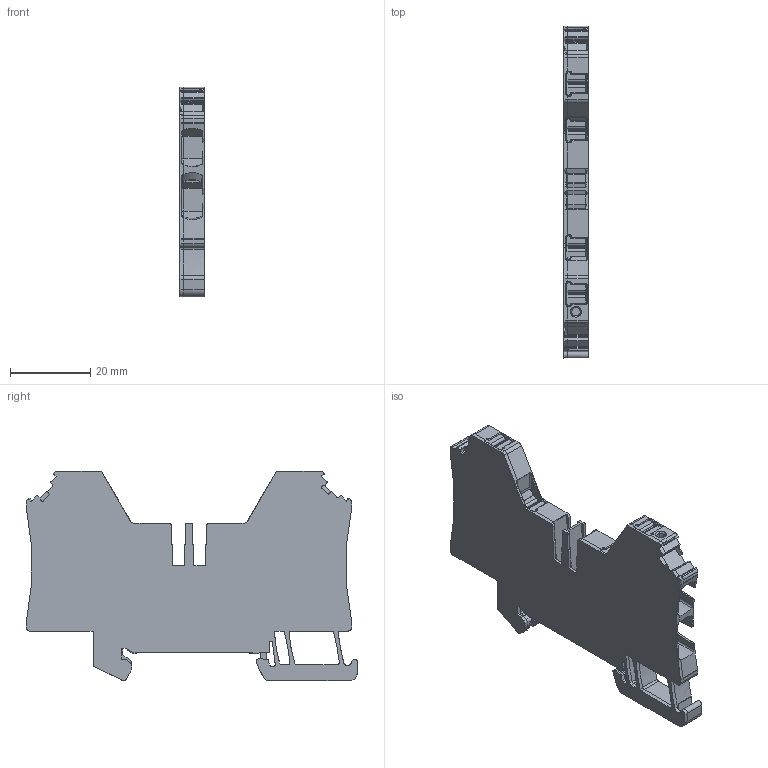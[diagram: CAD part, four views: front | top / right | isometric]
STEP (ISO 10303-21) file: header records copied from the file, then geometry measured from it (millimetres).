
FILE_DESCRIPTION(('CATIA V5 STEP Exchange','CAx-IF Rec.Pracs.--- Model Styling and Organization---1.5--- 2016-08-15','CAx-IF Rec.Pracs.---Supplemental Geometry---1.0---2011-11-01','CAx-IF Rec.Pracs.--- Composite Materials ---1.1---2010-07-15'),'2;1');
FILE_NAME ('1389538-3_0', '2025-09-19T12:44:59+00:00', ('none'), ('Weidmueller'), 'CATIA Version 5-6 Release 2024 SP4', 'CATIA V5 STEP AP214 v3', 'none');
FILE_SCHEMA(('AUTOMOTIVE_DESIGN { 1 0 10303 214 1 1 1 1 }'));
Products named in the file (1): 2847770000
Bounding box: 6.1 x 82.82 x 52.4 mm (x, y, z)
Volume: 14892.2 mm3; surface area: 15934.1 mm2
Topology: 10 solids, 10 shells, 1378 faces, 3997 edges, 2616 vertices
Faces by surface type: plane 619, cylinder 541, extrusion 110, cone 42, bspline 27, sphere 27, torus 12
Entity records: 48606 total; most frequent: CARTESIAN_POINT 14590, ORIENTED_EDGE 7934, DIRECTION 5522, EDGE_CURVE 3967, VECTOR 2647, VERTEX_POINT 2616, LINE 2537, AXIS2_PLACEMENT_3D 1828
